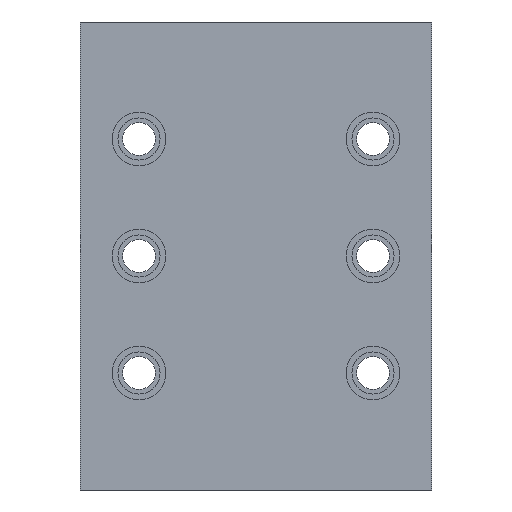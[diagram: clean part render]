
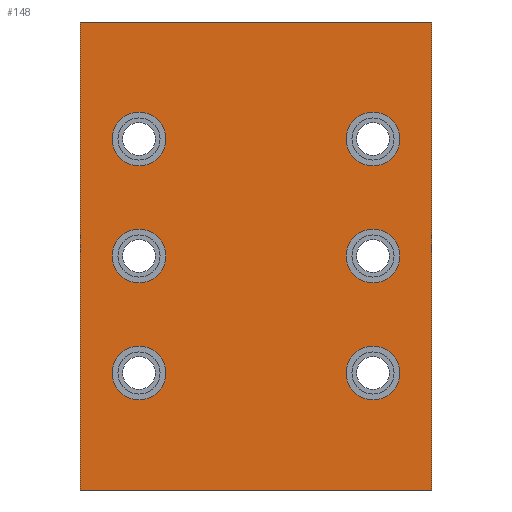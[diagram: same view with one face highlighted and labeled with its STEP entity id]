
A CAD part, left-side view. The second image highlights one B-rep face of the part: STEP entity #148.
In plain terms, the highlighted planar face has unit normal (-1, 0, 0).
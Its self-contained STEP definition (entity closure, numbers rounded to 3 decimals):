
#148 = ADVANCED_FACE( '', ( #433, #434, #435, #436, #437, #438, #439 ), #440, .F. );
#433 = FACE_BOUND( '', #814, .T. );
#434 = FACE_BOUND( '', #815, .T. );
#435 = FACE_BOUND( '', #816, .T. );
#436 = FACE_BOUND( '', #817, .T. );
#437 = FACE_BOUND( '', #818, .T. );
#438 = FACE_BOUND( '', #819, .T. );
#439 = FACE_OUTER_BOUND( '', #820, .T. );
#440 = PLANE( '', #821 );
#814 = EDGE_LOOP( '', ( #1431 ) );
#815 = EDGE_LOOP( '', ( #1432 ) );
#816 = EDGE_LOOP( '', ( #1433 ) );
#817 = EDGE_LOOP( '', ( #1434 ) );
#818 = EDGE_LOOP( '', ( #1435 ) );
#819 = EDGE_LOOP( '', ( #1436 ) );
#820 = EDGE_LOOP( '', ( #1437, #1438, #1439, #1440 ) );
#821 = AXIS2_PLACEMENT_3D( '', #1441, #1442, #1443 );
#1431 = ORIENTED_EDGE( '', *, *, #1770, .T. );
#1432 = ORIENTED_EDGE( '', *, *, #1772, .T. );
#1433 = ORIENTED_EDGE( '', *, *, #1777, .T. );
#1434 = ORIENTED_EDGE( '', *, *, #1780, .T. );
#1435 = ORIENTED_EDGE( '', *, *, #1783, .T. );
#1436 = ORIENTED_EDGE( '', *, *, #1786, .T. );
#1437 = ORIENTED_EDGE( '', *, *, #1749, .T. );
#1438 = ORIENTED_EDGE( '', *, *, #1819, .F. );
#1439 = ORIENTED_EDGE( '', *, *, #1706, .F. );
#1440 = ORIENTED_EDGE( '', *, *, #1817, .T. );
#1441 = CARTESIAN_POINT( '', ( -125., -75., 100. ) );
#1442 = DIRECTION( '', ( 1., 0., 0. ) );
#1443 = DIRECTION( '', ( 0., 0., -1. ) );
#1706 = EDGE_CURVE( '', #1927, #1928, #1929, .T. );
#1749 = EDGE_CURVE( '', #2003, #2004, #2005, .T. );
#1770 = EDGE_CURVE( '', #2044, #2044, #2045, .T. );
#1772 = EDGE_CURVE( '', #2048, #2048, #2049, .T. );
#1777 = EDGE_CURVE( '', #2058, #2058, #2059, .T. );
#1780 = EDGE_CURVE( '', #2064, #2064, #2065, .T. );
#1783 = EDGE_CURVE( '', #2070, #2070, #2071, .T. );
#1786 = EDGE_CURVE( '', #2076, #2076, #2077, .T. );
#1817 = EDGE_CURVE( '', #1927, #2003, #2136, .T. );
#1819 = EDGE_CURVE( '', #1928, #2004, #2138, .T. );
#1927 = VERTEX_POINT( '', #2291 );
#1928 = VERTEX_POINT( '', #2292 );
#1929 = LINE( '', #2293, #2294 );
#2003 = VERTEX_POINT( '', #2383 );
#2004 = VERTEX_POINT( '', #2384 );
#2005 = LINE( '', #2385, #2386 );
#2044 = VERTEX_POINT( '', #2428 );
#2045 = CIRCLE( '', #2429, 11.5 );
#2048 = VERTEX_POINT( '', #2432 );
#2049 = CIRCLE( '', #2433, 11.5 );
#2058 = VERTEX_POINT( '', #2442 );
#2059 = CIRCLE( '', #2443, 11.5 );
#2064 = VERTEX_POINT( '', #2448 );
#2065 = CIRCLE( '', #2449, 11.5 );
#2070 = VERTEX_POINT( '', #2454 );
#2071 = CIRCLE( '', #2455, 11.5 );
#2076 = VERTEX_POINT( '', #2460 );
#2077 = CIRCLE( '', #2461, 11.5 );
#2136 = LINE( '', #2520, #2521 );
#2138 = LINE( '', #2524, #2525 );
#2291 = CARTESIAN_POINT( '', ( -125., -75., 100. ) );
#2292 = CARTESIAN_POINT( '', ( -125., -75., -100. ) );
#2293 = CARTESIAN_POINT( '', ( -125., -75., 100. ) );
#2294 = VECTOR( '', #2672, 1000. );
#2383 = CARTESIAN_POINT( '', ( -125., 75., 100. ) );
#2384 = CARTESIAN_POINT( '', ( -125., 75., -100. ) );
#2385 = CARTESIAN_POINT( '', ( -125., 75., 100. ) );
#2386 = VECTOR( '', #2769, 1000. );
#2428 = CARTESIAN_POINT( '', ( -125., -50., 61.5 ) );
#2429 = AXIS2_PLACEMENT_3D( '', #2824, #2825, #2826 );
#2432 = CARTESIAN_POINT( '', ( -125., -50., 11.5 ) );
#2433 = AXIS2_PLACEMENT_3D( '', #2830, #2831, #2832 );
#2442 = CARTESIAN_POINT( '', ( -125., -50., -38.5 ) );
#2443 = AXIS2_PLACEMENT_3D( '', #2845, #2846, #2847 );
#2448 = CARTESIAN_POINT( '', ( -125., 50., -38.5 ) );
#2449 = AXIS2_PLACEMENT_3D( '', #2854, #2855, #2856 );
#2454 = CARTESIAN_POINT( '', ( -125., 50., 11.5 ) );
#2455 = AXIS2_PLACEMENT_3D( '', #2863, #2864, #2865 );
#2460 = CARTESIAN_POINT( '', ( -125., 50., 61.5 ) );
#2461 = AXIS2_PLACEMENT_3D( '', #2872, #2873, #2874 );
#2520 = CARTESIAN_POINT( '', ( -125., -75., 100. ) );
#2521 = VECTOR( '', #2965, 1000. );
#2524 = CARTESIAN_POINT( '', ( -125., -75., -100. ) );
#2525 = VECTOR( '', #2967, 1000. );
#2672 = DIRECTION( '', ( 0., 0., -1. ) );
#2769 = DIRECTION( '', ( 0., 0., -1. ) );
#2824 = CARTESIAN_POINT( '', ( -125., -50., 50. ) );
#2825 = DIRECTION( '', ( 1., 0., 0. ) );
#2826 = DIRECTION( '', ( 0., 0., 1. ) );
#2830 = CARTESIAN_POINT( '', ( -125., -50., 0. ) );
#2831 = DIRECTION( '', ( 1., 0., 0. ) );
#2832 = DIRECTION( '', ( 0., 0., 1. ) );
#2845 = CARTESIAN_POINT( '', ( -125., -50., -50. ) );
#2846 = DIRECTION( '', ( 1., 0., 0. ) );
#2847 = DIRECTION( '', ( 0., 0., 1. ) );
#2854 = CARTESIAN_POINT( '', ( -125., 50., -50. ) );
#2855 = DIRECTION( '', ( 1., 0., 0. ) );
#2856 = DIRECTION( '', ( 0., 0., 1. ) );
#2863 = CARTESIAN_POINT( '', ( -125., 50., 0. ) );
#2864 = DIRECTION( '', ( 1., 0., 0. ) );
#2865 = DIRECTION( '', ( 0., 0., 1. ) );
#2872 = CARTESIAN_POINT( '', ( -125., 50., 50. ) );
#2873 = DIRECTION( '', ( 1., 0., 0. ) );
#2874 = DIRECTION( '', ( 0., 0., 1. ) );
#2965 = DIRECTION( '', ( 0., 1., 0. ) );
#2967 = DIRECTION( '', ( 0., 1., 0. ) );
